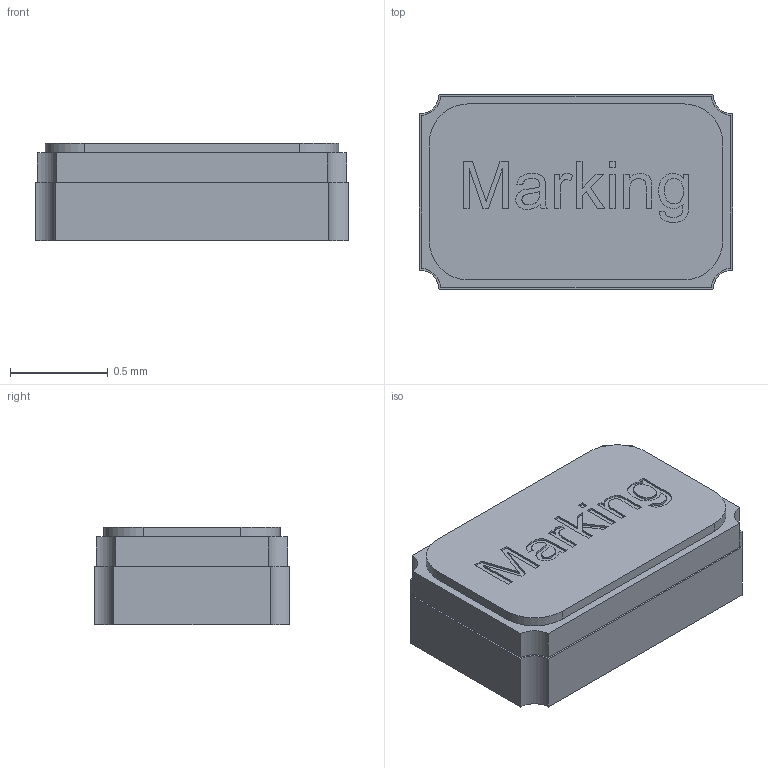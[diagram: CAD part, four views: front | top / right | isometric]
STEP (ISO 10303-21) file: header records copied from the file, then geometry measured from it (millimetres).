
FILE_DESCRIPTION(/* description */ ('Unknown'),/* implementation_level */ '2;1');
FILE_NAME(/* name */ 'FrqXTAL_IQXC-90',/* time_stamp */ '2018-08-29T13:33:51+02:00',/* author */ ('Unknown'),/* organization */ ('Unknown'),/* preprocessor_version */ 'ST-DEVELOPER v16.7',/* originating_system */ 'DEX',/* authorisation */ $);
FILE_SCHEMA (('AUTOMOTIVE_DESIGN {1 0 10303 214 3 1 1}'));
Length unit declared in the file: millimetre
Products named in the file (4): IQXC-90; Body; Pins; Cover
Assembly tree (3 placements, depth 2):
  IQXC-90
    Body
    Pins
    Cover
Bounding box: 1.6 x 1 x 0.5 mm (x, y, z)
Volume: 0.8 mm3; surface area: 10.6 mm2
Topology: 4 solids, 4 shells, 135 faces, 342 edges, 228 vertices
Faces by surface type: plane 99, cylinder 20, bspline 16
Entity records: 5285 total; most frequent: CARTESIAN_POINT 1540, ORIENTED_EDGE 682, DIRECTION 503, EDGE_CURVE 341, VERTEX_POINT 228, LINE 177, VECTOR 177, AXIS2_PLACEMENT_3D 163
